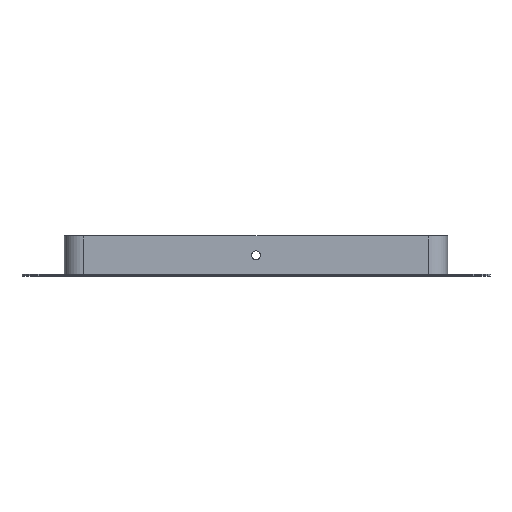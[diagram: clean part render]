
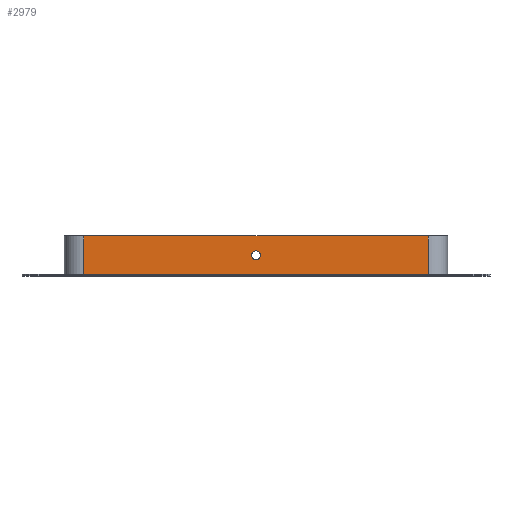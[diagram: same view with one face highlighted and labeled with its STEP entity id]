
A CAD part, top view. The second image highlights one B-rep face of the part: STEP entity #2979.
In plain terms, the highlighted face is planar.
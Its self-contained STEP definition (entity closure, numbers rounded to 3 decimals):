
#514 = LINE ( 'NONE', #2563, #520 ) ;
#518 = LINE ( 'NONE', #2557, #524 ) ;
#519 = LINE ( 'NONE', #2553, #521 ) ;
#520 = VECTOR ( 'NONE', #2555, 1000. ) ;
#521 = VECTOR ( 'NONE', #2562, 1000. ) ;
#522 = LINE ( 'NONE', #2558, #526 ) ;
#524 = VECTOR ( 'NONE', #2565, 1000. ) ;
#525 = CIRCLE ( 'NONE', #1843, 3.5 ) ;
#526 = VECTOR ( 'NONE', #2567, 1000. ) ;
#652 = FACE_OUTER_BOUND ( 'NONE', #909, .T. ) ;
#658 = FACE_BOUND ( 'NONE', #880, .T. ) ;
#755 = VERTEX_POINT ( 'NONE', #2100 ) ;
#880 = EDGE_LOOP ( 'NONE', ( #985 ) ) ;
#909 = EDGE_LOOP ( 'NONE', ( #981, #982, #983, #984 ) ) ;
#981 = ORIENTED_EDGE ( 'NONE', *, *, #2890, .T. ) ;
#982 = ORIENTED_EDGE ( 'NONE', *, *, #2891, .F. ) ;
#983 = ORIENTED_EDGE ( 'NONE', *, *, #2892, .F. ) ;
#984 = ORIENTED_EDGE ( 'NONE', *, *, #2893, .T. ) ;
#985 = ORIENTED_EDGE ( 'NONE', *, *, #2894, .T. ) ;
#1301 = CARTESIAN_POINT ( 'NONE',  ( -134., 0., 15. ) ) ;
#1302 = PLANE ( 'NONE',  #1905 ) ;
#1307 = DIRECTION ( 'NONE',  ( 0., 1., 0. ) ) ;
#1308 = DIRECTION ( 'NONE',  ( 0., 0., 1. ) ) ;
#1843 = AXIS2_PLACEMENT_3D ( 'NONE', #2569, #2570, #2571 ) ;
#1905 = AXIS2_PLACEMENT_3D ( 'NONE', #1301, #1307, #1308 ) ;
#2080 = CARTESIAN_POINT ( 'NONE',  ( -134., 0., 15. ) ) ;
#2083 = CARTESIAN_POINT ( 'NONE',  ( 134., 0., -15. ) ) ;
#2086 = CARTESIAN_POINT ( 'NONE',  ( -134., 0., -15. ) ) ;
#2087 = CARTESIAN_POINT ( 'NONE',  ( 134., 0., 15. ) ) ;
#2100 = CARTESIAN_POINT ( 'NONE',  ( 0., 0., 3.5 ) ) ;
#2553 = CARTESIAN_POINT ( 'NONE',  ( -134., 0., -15. ) ) ;
#2555 = DIRECTION ( 'NONE',  ( 0., 0., -1. ) ) ;
#2557 = CARTESIAN_POINT ( 'NONE',  ( -134., 0., 15. ) ) ;
#2558 = CARTESIAN_POINT ( 'NONE',  ( -134., 0., 15. ) ) ;
#2562 = DIRECTION ( 'NONE',  ( 1., 0., 0. ) ) ;
#2563 = CARTESIAN_POINT ( 'NONE',  ( 134., 0., 15. ) ) ;
#2565 = DIRECTION ( 'NONE',  ( 1., 0., 0. ) ) ;
#2567 = DIRECTION ( 'NONE',  ( 0., 0., -1. ) ) ;
#2569 = CARTESIAN_POINT ( 'NONE',  ( 0., 0., 0. ) ) ;
#2570 = DIRECTION ( 'NONE',  ( 0., 1., 0. ) ) ;
#2571 = DIRECTION ( 'NONE',  ( 0., 0., 1. ) ) ;
#2890 = EDGE_CURVE ( 'NONE', #3162, #3159, #519, .T. ) ;
#2891 = EDGE_CURVE ( 'NONE', #3163, #3159, #514, .T. ) ;
#2892 = EDGE_CURVE ( 'NONE', #3156, #3163, #518, .T. ) ;
#2893 = EDGE_CURVE ( 'NONE', #3156, #3162, #522, .T. ) ;
#2894 = EDGE_CURVE ( 'NONE', #755, #755, #525, .T. ) ;
#2979 = ADVANCED_FACE ( 'NONE', ( #652, #658 ), #1302, .F. ) ;
#3156 = VERTEX_POINT ( 'NONE', #2080 ) ;
#3159 = VERTEX_POINT ( 'NONE', #2083 ) ;
#3162 = VERTEX_POINT ( 'NONE', #2086 ) ;
#3163 = VERTEX_POINT ( 'NONE', #2087 ) ;
